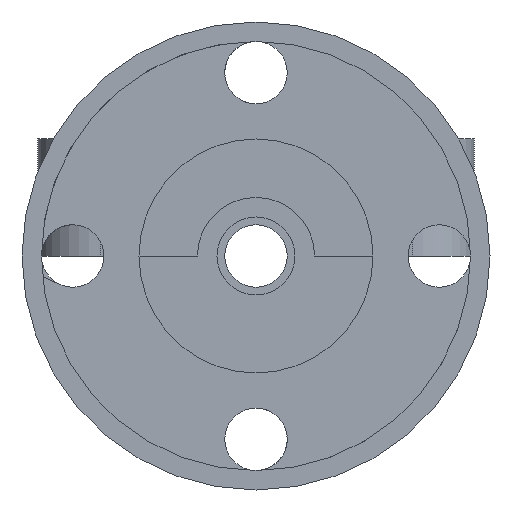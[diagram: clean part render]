
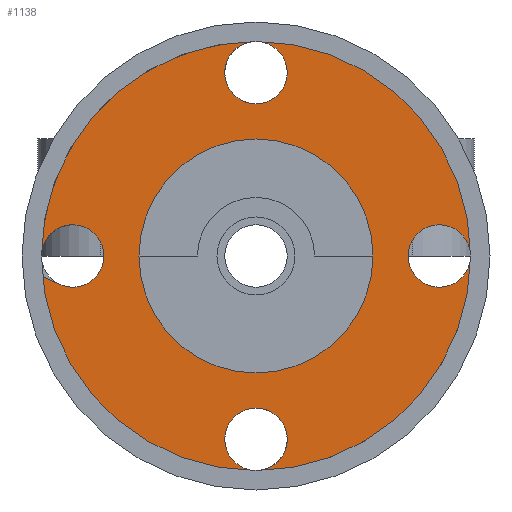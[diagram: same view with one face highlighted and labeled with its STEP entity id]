
A CAD part, front view. The second image highlights one B-rep face of the part: STEP entity #1138.
In plain terms, the highlighted planar face has unit normal (0, 1, 0).
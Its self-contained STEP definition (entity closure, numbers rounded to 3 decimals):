
#15 = DIRECTION ( 'NONE',  ( 0., 1., 0. ) ) ;
#17 = CIRCLE ( 'NONE', #1080, 60. ) ;
#50 = AXIS2_PLACEMENT_3D ( 'NONE', #586, #1331, #58 ) ;
#51 = CARTESIAN_POINT ( 'NONE',  ( 0., 35., -60. ) ) ;
#58 = DIRECTION ( 'NONE',  ( 0., 0., 1. ) ) ;
#60 = DIRECTION ( 'NONE',  ( 0., 0., 1. ) ) ;
#82 = FACE_BOUND ( 'NONE', #171, .T. ) ;
#104 = EDGE_LOOP ( 'NONE', ( #297, #843 ) ) ;
#113 = CARTESIAN_POINT ( 'NONE',  ( 0., 35., -47. ) ) ;
#144 = AXIS2_PLACEMENT_3D ( 'NONE', #1078, #338, #447 ) ;
#150 = ORIENTED_EDGE ( 'NONE', *, *, #749, .F. ) ;
#166 = AXIS2_PLACEMENT_3D ( 'NONE', #1026, #365, #914 ) ;
#169 = VERTEX_POINT ( 'NONE', #1059 ) ;
#170 = VERTEX_POINT ( 'NONE', #644 ) ;
#171 = EDGE_LOOP ( 'NONE', ( #150, #628 ) ) ;
#172 = EDGE_LOOP ( 'NONE', ( #446, #1283 ) ) ;
#173 = CIRCLE ( 'NONE', #1312, 8. ) ;
#196 = DIRECTION ( 'NONE',  ( 0., 1., 0. ) ) ;
#205 = VERTEX_POINT ( 'NONE', #538 ) ;
#225 = FACE_OUTER_BOUND ( 'NONE', #104, .T. ) ;
#243 = DIRECTION ( 'NONE',  ( 0., 0., 1. ) ) ;
#250 = CARTESIAN_POINT ( 'NONE',  ( 0., 35., 0. ) ) ;
#251 = CIRCLE ( 'NONE', #444, 60. ) ;
#269 = FACE_BOUND ( 'NONE', #576, .T. ) ;
#272 = ORIENTED_EDGE ( 'NONE', *, *, #454, .F. ) ;
#292 = CARTESIAN_POINT ( 'NONE',  ( 0., 35., 0. ) ) ;
#297 = ORIENTED_EDGE ( 'NONE', *, *, #1285, .T. ) ;
#310 = FACE_BOUND ( 'NONE', #172, .T. ) ;
#315 = AXIS2_PLACEMENT_3D ( 'NONE', #292, #402, #516 ) ;
#321 = CARTESIAN_POINT ( 'NONE',  ( -47., 35., -8. ) ) ;
#323 = EDGE_CURVE ( 'NONE', #1116, #205, #1230, .T. ) ;
#329 = CARTESIAN_POINT ( 'NONE',  ( 0., 35., 0. ) ) ;
#338 = DIRECTION ( 'NONE',  ( 0., 1., 0. ) ) ;
#340 = DIRECTION ( 'NONE',  ( 0., 0., 1. ) ) ;
#346 = DIRECTION ( 'NONE',  ( 0., 1., 0. ) ) ;
#363 = VERTEX_POINT ( 'NONE', #686 ) ;
#365 = DIRECTION ( 'NONE',  ( 0., 1., 0. ) ) ;
#369 = VERTEX_POINT ( 'NONE', #999 ) ;
#393 = DIRECTION ( 'NONE',  ( 0., 0., 1. ) ) ;
#402 = DIRECTION ( 'NONE',  ( 0., 1., 0. ) ) ;
#417 = CIRCLE ( 'NONE', #1034, 8. ) ;
#422 = AXIS2_PLACEMENT_3D ( 'NONE', #820, #812, #60 ) ;
#442 = VERTEX_POINT ( 'NONE', #51 ) ;
#444 = AXIS2_PLACEMENT_3D ( 'NONE', #1045, #536, #942 ) ;
#446 = ORIENTED_EDGE ( 'NONE', *, *, #719, .F. ) ;
#447 = DIRECTION ( 'NONE',  ( 0., 0., 1. ) ) ;
#451 = EDGE_CURVE ( 'NONE', #742, #170, #595, .T. ) ;
#454 = EDGE_CURVE ( 'NONE', #455, #169, #494, .T. ) ;
#455 = VERTEX_POINT ( 'NONE', #807 ) ;
#457 = VERTEX_POINT ( 'NONE', #817 ) ;
#467 = DIRECTION ( 'NONE',  ( 0., 1., 0. ) ) ;
#494 = CIRCLE ( 'NONE', #50, 30. ) ;
#511 = CIRCLE ( 'NONE', #144, 8. ) ;
#512 = AXIS2_PLACEMENT_3D ( 'NONE', #329, #968, #666 ) ;
#516 = DIRECTION ( 'NONE',  ( 0., 0., 1. ) ) ;
#536 = DIRECTION ( 'NONE',  ( 0., 1., 0. ) ) ;
#538 = CARTESIAN_POINT ( 'NONE',  ( 0., 35., 39. ) ) ;
#545 = CIRCLE ( 'NONE', #748, 8. ) ;
#576 = EDGE_LOOP ( 'NONE', ( #594, #272 ) ) ;
#578 = CIRCLE ( 'NONE', #700, 8. ) ;
#580 = CARTESIAN_POINT ( 'NONE',  ( 0., 35., 47. ) ) ;
#586 = CARTESIAN_POINT ( 'NONE',  ( 0., 35., 0. ) ) ;
#590 = ORIENTED_EDGE ( 'NONE', *, *, #744, .F. ) ;
#594 = ORIENTED_EDGE ( 'NONE', *, *, #815, .F. ) ;
#595 = CIRCLE ( 'NONE', #166, 8. ) ;
#599 = EDGE_CURVE ( 'NONE', #457, #369, #545, .T. ) ;
#628 = ORIENTED_EDGE ( 'NONE', *, *, #979, .F. ) ;
#641 = DIRECTION ( 'NONE',  ( 0., 1., 0. ) ) ;
#644 = CARTESIAN_POINT ( 'NONE',  ( -47., 35., 8. ) ) ;
#660 = CARTESIAN_POINT ( 'NONE',  ( -47., 35., 0. ) ) ;
#665 = CARTESIAN_POINT ( 'NONE',  ( 47., 35., 8. ) ) ;
#666 = DIRECTION ( 'NONE',  ( 0., 0., 1. ) ) ;
#670 = CIRCLE ( 'NONE', #422, 8. ) ;
#686 = CARTESIAN_POINT ( 'NONE',  ( 0., 35., 60. ) ) ;
#700 = AXIS2_PLACEMENT_3D ( 'NONE', #981, #15, #340 ) ;
#719 = EDGE_CURVE ( 'NONE', #205, #1116, #578, .T. ) ;
#740 = VERTEX_POINT ( 'NONE', #665 ) ;
#742 = VERTEX_POINT ( 'NONE', #321 ) ;
#744 = EDGE_CURVE ( 'NONE', #170, #742, #173, .T. ) ;
#748 = AXIS2_PLACEMENT_3D ( 'NONE', #113, #641, #1264 ) ;
#749 = EDGE_CURVE ( 'NONE', #996, #740, #511, .T. ) ;
#763 = DIRECTION ( 'NONE',  ( 0., 1., 0. ) ) ;
#807 = CARTESIAN_POINT ( 'NONE',  ( 0., 35., 30. ) ) ;
#812 = DIRECTION ( 'NONE',  ( 0., 1., 0. ) ) ;
#815 = EDGE_CURVE ( 'NONE', #169, #455, #946, .T. ) ;
#817 = CARTESIAN_POINT ( 'NONE',  ( 0., 35., -55. ) ) ;
#820 = CARTESIAN_POINT ( 'NONE',  ( 47., 35., 0. ) ) ;
#824 = ORIENTED_EDGE ( 'NONE', *, *, #451, .F. ) ;
#843 = ORIENTED_EDGE ( 'NONE', *, *, #879, .T. ) ;
#879 = EDGE_CURVE ( 'NONE', #363, #442, #17, .T. ) ;
#894 = DIRECTION ( 'NONE',  ( 0., 0., 1. ) ) ;
#914 = DIRECTION ( 'NONE',  ( 0., 0., 1. ) ) ;
#925 = CARTESIAN_POINT ( 'NONE',  ( 0., 35., -47. ) ) ;
#941 = PLANE ( 'NONE',  #315 ) ;
#942 = DIRECTION ( 'NONE',  ( 0., 0., 1. ) ) ;
#946 = CIRCLE ( 'NONE', #512, 30. ) ;
#968 = DIRECTION ( 'NONE',  ( 0., 1., 0. ) ) ;
#979 = EDGE_CURVE ( 'NONE', #740, #996, #670, .T. ) ;
#981 = CARTESIAN_POINT ( 'NONE',  ( 0., 35., 47. ) ) ;
#996 = VERTEX_POINT ( 'NONE', #1010 ) ;
#999 = CARTESIAN_POINT ( 'NONE',  ( 0., 35., -39. ) ) ;
#1010 = CARTESIAN_POINT ( 'NONE',  ( 47., 35., -8. ) ) ;
#1026 = CARTESIAN_POINT ( 'NONE',  ( -47., 35., 0. ) ) ;
#1034 = AXIS2_PLACEMENT_3D ( 'NONE', #925, #196, #393 ) ;
#1045 = CARTESIAN_POINT ( 'NONE',  ( 0., 35., 0. ) ) ;
#1059 = CARTESIAN_POINT ( 'NONE',  ( 0., 35., -30. ) ) ;
#1078 = CARTESIAN_POINT ( 'NONE',  ( 47., 35., 0. ) ) ;
#1080 = AXIS2_PLACEMENT_3D ( 'NONE', #250, #467, #894 ) ;
#1094 = DIRECTION ( 'NONE',  ( 0., 0., 1. ) ) ;
#1110 = EDGE_CURVE ( 'NONE', #369, #457, #417, .T. ) ;
#1111 = FACE_BOUND ( 'NONE', #1295, .T. ) ;
#1116 = VERTEX_POINT ( 'NONE', #1343 ) ;
#1122 = AXIS2_PLACEMENT_3D ( 'NONE', #580, #346, #243 ) ;
#1138 = ADVANCED_FACE ( 'NONE', ( #269, #310, #225, #1147, #82, #1111 ), #941, .T. ) ;
#1147 = FACE_BOUND ( 'NONE', #1300, .T. ) ;
#1186 = ORIENTED_EDGE ( 'NONE', *, *, #1110, .F. ) ;
#1230 = CIRCLE ( 'NONE', #1122, 8. ) ;
#1264 = DIRECTION ( 'NONE',  ( 0., 0., 1. ) ) ;
#1283 = ORIENTED_EDGE ( 'NONE', *, *, #323, .F. ) ;
#1285 = EDGE_CURVE ( 'NONE', #442, #363, #251, .T. ) ;
#1295 = EDGE_LOOP ( 'NONE', ( #824, #590 ) ) ;
#1298 = ORIENTED_EDGE ( 'NONE', *, *, #599, .F. ) ;
#1300 = EDGE_LOOP ( 'NONE', ( #1298, #1186 ) ) ;
#1312 = AXIS2_PLACEMENT_3D ( 'NONE', #660, #763, #1094 ) ;
#1331 = DIRECTION ( 'NONE',  ( 0., 1., 0. ) ) ;
#1343 = CARTESIAN_POINT ( 'NONE',  ( 0., 35., 55. ) ) ;
